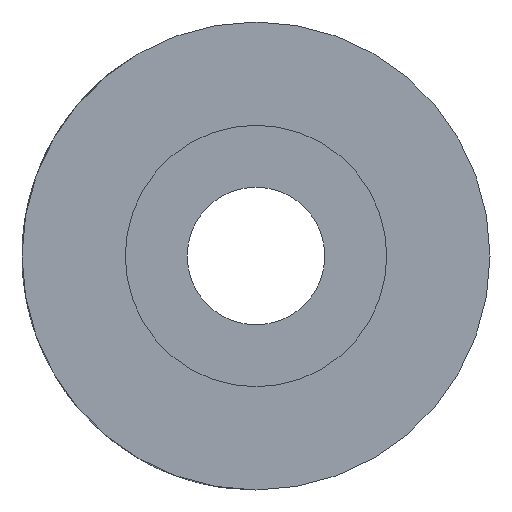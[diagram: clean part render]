
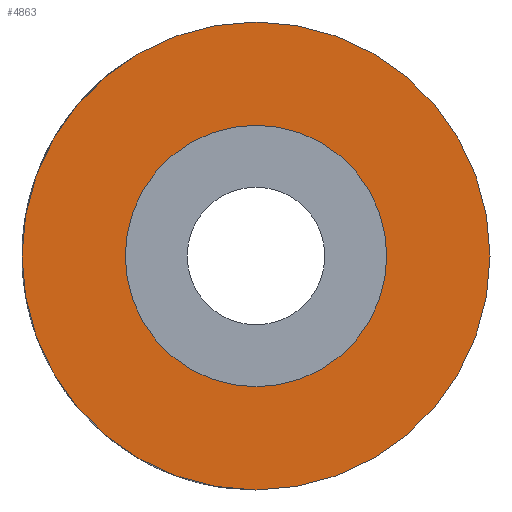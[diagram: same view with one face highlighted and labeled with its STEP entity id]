
A CAD part, left-side view. The second image highlights one B-rep face of the part: STEP entity #4863.
In plain terms, the highlighted planar face has unit normal (-1, 0, 0).
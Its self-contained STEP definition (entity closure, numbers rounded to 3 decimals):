
#19 = ORIENTED_EDGE ( 'NONE', *, *, #6016, .T. ) ;
#102 = EDGE_CURVE ( 'NONE', #723, #575, #9053, .T. ) ;
#395 = CARTESIAN_POINT ( 'NONE',  ( 0., 0., 0. ) ) ;
#575 = VERTEX_POINT ( 'NONE', #2224 ) ;
#723 = VERTEX_POINT ( 'NONE', #1905 ) ;
#789 = DIRECTION ( 'NONE',  ( 0., 0., -1. ) ) ;
#897 = ORIENTED_EDGE ( 'NONE', *, *, #2850, .F. ) ;
#921 = DIRECTION ( 'NONE',  ( -1., 0., 0. ) ) ;
#1033 = AXIS2_PLACEMENT_3D ( 'NONE', #5462, #5324, #789 ) ;
#1160 = CARTESIAN_POINT ( 'NONE',  ( 0., 0., 0. ) ) ;
#1420 = ORIENTED_EDGE ( 'NONE', *, *, #8426, .F. ) ;
#1493 = AXIS2_PLACEMENT_3D ( 'NONE', #5447, #921, #3908 ) ;
#1905 = CARTESIAN_POINT ( 'NONE',  ( 0., 0., -8.5 ) ) ;
#2224 = CARTESIAN_POINT ( 'NONE',  ( 0., 0., 8.5 ) ) ;
#2501 = EDGE_LOOP ( 'NONE', ( #19, #4520 ) ) ;
#2850 = EDGE_CURVE ( 'NONE', #3647, #7385, #3369, .T. ) ;
#3016 = AXIS2_PLACEMENT_3D ( 'NONE', #395, #3427, #6465 ) ;
#3369 = CIRCLE ( 'NONE', #7976, 4.75 ) ;
#3427 = DIRECTION ( 'NONE',  ( -1., 0., 0. ) ) ;
#3647 = VERTEX_POINT ( 'NONE', #7542 ) ;
#3908 = DIRECTION ( 'NONE',  ( 0., 0., 1. ) ) ;
#4520 = ORIENTED_EDGE ( 'NONE', *, *, #102, .T. ) ;
#4693 = CARTESIAN_POINT ( 'NONE',  ( 0., 0., 0. ) ) ;
#4863 = ADVANCED_FACE ( 'NONE', ( #8470, #9213 ), #5437, .F. ) ;
#5324 = DIRECTION ( 'NONE',  ( -1., 0., 0. ) ) ;
#5437 = PLANE ( 'NONE',  #9735 ) ;
#5447 = CARTESIAN_POINT ( 'NONE',  ( 0., 0., 0. ) ) ;
#5462 = CARTESIAN_POINT ( 'NONE',  ( 0., 0., 0. ) ) ;
#5782 = CIRCLE ( 'NONE', #1493, 8.5 ) ;
#6016 = EDGE_CURVE ( 'NONE', #575, #723, #5782, .T. ) ;
#6116 = CIRCLE ( 'NONE', #1033, 4.75 ) ;
#6185 = DIRECTION ( 'NONE',  ( 1., 0., 0. ) ) ;
#6465 = DIRECTION ( 'NONE',  ( 0., 0., 1. ) ) ;
#7385 = VERTEX_POINT ( 'NONE', #8364 ) ;
#7542 = CARTESIAN_POINT ( 'NONE',  ( 0., 0., 4.75 ) ) ;
#7891 = DIRECTION ( 'NONE',  ( 0., 0., -1. ) ) ;
#7976 = AXIS2_PLACEMENT_3D ( 'NONE', #1160, #8869, #8121 ) ;
#8121 = DIRECTION ( 'NONE',  ( 0., 0., -1. ) ) ;
#8364 = CARTESIAN_POINT ( 'NONE',  ( 0., 0., -4.75 ) ) ;
#8426 = EDGE_CURVE ( 'NONE', #7385, #3647, #6116, .T. ) ;
#8470 = FACE_BOUND ( 'NONE', #8475, .T. ) ;
#8475 = EDGE_LOOP ( 'NONE', ( #897, #1420 ) ) ;
#8869 = DIRECTION ( 'NONE',  ( -1., 0., 0. ) ) ;
#9053 = CIRCLE ( 'NONE', #3016, 8.5 ) ;
#9213 = FACE_OUTER_BOUND ( 'NONE', #2501, .T. ) ;
#9735 = AXIS2_PLACEMENT_3D ( 'NONE', #4693, #6185, #7891 ) ;
